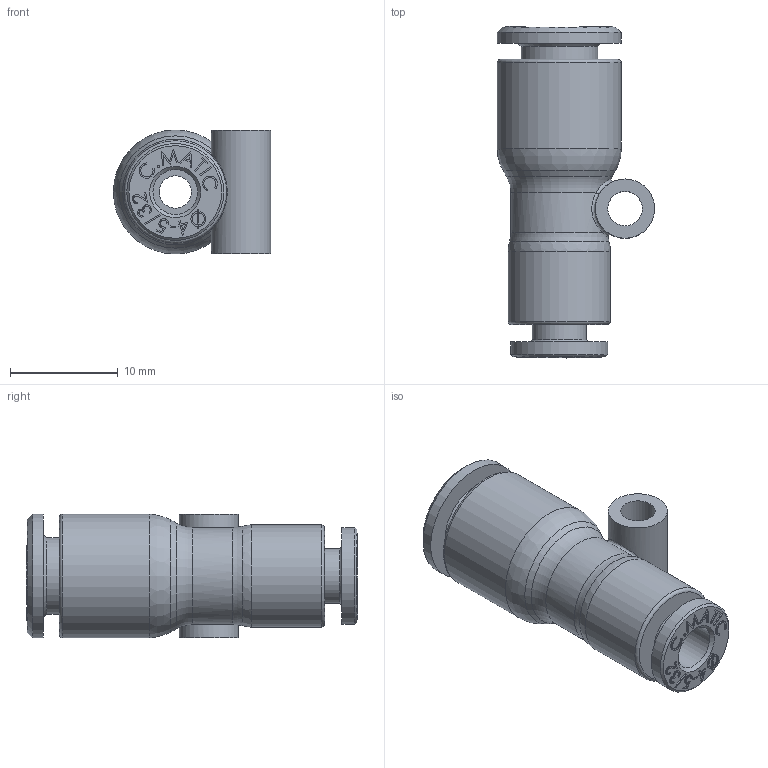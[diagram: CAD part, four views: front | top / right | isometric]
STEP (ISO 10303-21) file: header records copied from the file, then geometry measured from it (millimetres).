
FILE_DESCRIPTION(/* description */ ('STEP AP214'),/* implementation_level */ '2;1');
FILE_NAME(/* name */ 'B0153010',/* time_stamp */ '2023-03-30T08:13:46+02:00',/* author */ ('License CC BY-ND 4.0'),/* organization */ ('CADENAS'),/* preprocessor_version */ 'ST-DEVELOPER v19.3',/* originating_system */ 'PARTsolutions',/* authorisation */ ' ');
FILE_SCHEMA (('AUTOMOTIVE_DESIGN {1 0 10303 214 3 1 1}'));
Length unit declared in the file: millimetre
Products named in the file (1): B0153010
Bounding box: 14.6 x 30.8 x 11.5 mm (x, y, z)
Volume: 1867.9 mm3; surface area: 2087.4 mm2
Topology: 1 solids, 1 shells, 310 faces, 802 edges, 532 vertices
Faces by surface type: plane 176, bspline 109, cylinder 12, cone 7, torus 6
Full cylindrical faces by diameter (mm): 3 x1, 3.2 x1, 4.15 x1, 5.05 x1, 5.5 x1, 6.15 x1, 7.1 x1, 9 x1, 9.5 x1, 11.5 x2
Entity records: 15166 total; most frequent: CARTESIAN_POINT 8412, ORIENTED_EDGE 1542, DIRECTION 992, EDGE_CURVE 771, VERTEX_POINT 525, LINE 510, VECTOR 510, EDGE_LOOP 376
